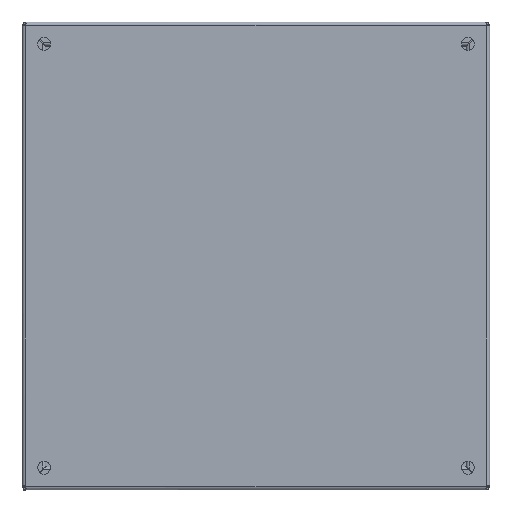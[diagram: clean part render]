
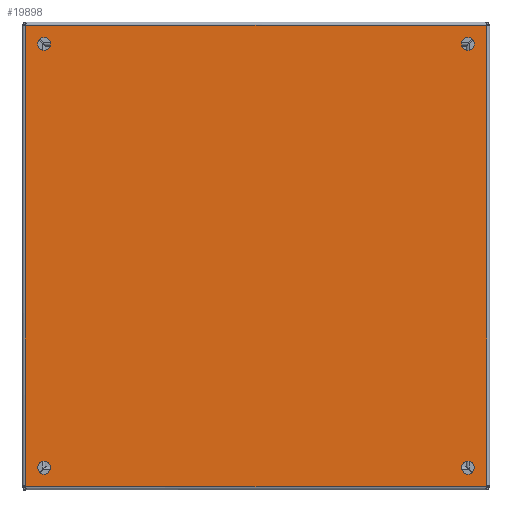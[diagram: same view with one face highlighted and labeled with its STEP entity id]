
A CAD part, top view. The second image highlights one B-rep face of the part: STEP entity #19898.
In plain terms, the highlighted face is planar.
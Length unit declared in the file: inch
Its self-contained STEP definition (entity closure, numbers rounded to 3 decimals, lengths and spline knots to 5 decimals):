
#15014=CARTESIAN_POINT('',(0.53125,0.75,0.0));
#15015=VERTEX_POINT('',#15014);
#15016=CARTESIAN_POINT('',(0.75,0.75,0.0));
#15017=DIRECTION('',(0.0,0.0,1.0));
#15018=DIRECTION('',(1.0,0.0,0.0));
#15019=AXIS2_PLACEMENT_3D('',#15016,#15017,#15018);
#15020=CIRCLE('',#15019,0.21875);
#15021=EDGE_CURVE('',#15015,#15015,#15020,.T.);
#15042=CARTESIAN_POINT('',(15.03125,0.75,0.0));
#15043=VERTEX_POINT('',#15042);
#15044=CARTESIAN_POINT('',(15.25,0.75,0.0));
#15045=DIRECTION('',(0.0,0.0,1.0));
#15046=DIRECTION('',(1.0,0.0,0.0));
#15047=AXIS2_PLACEMENT_3D('',#15044,#15045,#15046);
#15048=CIRCLE('',#15047,0.21875);
#15049=EDGE_CURVE('',#15043,#15043,#15048,.T.);
#15070=CARTESIAN_POINT('',(0.53125,15.25,0.0));
#15071=VERTEX_POINT('',#15070);
#15072=CARTESIAN_POINT('',(0.75,15.25,0.0));
#15073=DIRECTION('',(0.0,0.0,1.0));
#15074=DIRECTION('',(1.0,0.0,0.0));
#15075=AXIS2_PLACEMENT_3D('',#15072,#15073,#15074);
#15076=CIRCLE('',#15075,0.21875);
#15077=EDGE_CURVE('',#15071,#15071,#15076,.T.);
#15098=CARTESIAN_POINT('',(15.03125,15.25,0.0));
#15099=VERTEX_POINT('',#15098);
#15100=CARTESIAN_POINT('',(15.25,15.25,0.0));
#15101=DIRECTION('',(0.0,0.0,1.0));
#15102=DIRECTION('',(1.0,0.0,0.0));
#15103=AXIS2_PLACEMENT_3D('',#15100,#15101,#15102);
#15104=CIRCLE('',#15103,0.21875);
#15105=EDGE_CURVE('',#15099,#15099,#15104,.T.);
#18676=CARTESIAN_POINT('',(15.89475,15.88277,0.0));
#18677=VERTEX_POINT('',#18676);
#18774=CARTESIAN_POINT('',(15.89475,0.11723,0.0));
#18775=VERTEX_POINT('',#18774);
#18818=CARTESIAN_POINT('',(15.89475,15.88277,0.0));
#18819=DIRECTION('',(0.0,-1.0,0.0));
#18820=VECTOR('',#18819,15.76553);
#18821=LINE('',#18818,#18820);
#18822=EDGE_CURVE('',#18677,#18775,#18821,.T.);
#18993=CARTESIAN_POINT('',(0.11723,15.89475,0.0));
#18994=VERTEX_POINT('',#18993);
#19091=CARTESIAN_POINT('',(15.88277,15.89475,0.0));
#19092=VERTEX_POINT('',#19091);
#19135=CARTESIAN_POINT('',(0.11723,15.89475,0.0));
#19136=DIRECTION('',(1.0,0.0,0.0));
#19137=VECTOR('',#19136,15.76553);
#19138=LINE('',#19135,#19137);
#19139=EDGE_CURVE('',#18994,#19092,#19138,.T.);
#19306=CARTESIAN_POINT('',(0.10525,0.11723,0.0));
#19307=VERTEX_POINT('',#19306);
#19404=CARTESIAN_POINT('',(0.10525,15.88277,0.0));
#19405=VERTEX_POINT('',#19404);
#19448=CARTESIAN_POINT('',(0.10525,0.11723,0.0));
#19449=DIRECTION('',(0.0,1.0,0.0));
#19450=VECTOR('',#19449,15.76553);
#19451=LINE('',#19448,#19450);
#19452=EDGE_CURVE('',#19307,#19405,#19451,.T.);
#19619=CARTESIAN_POINT('',(15.88277,0.10525,0.0));
#19620=VERTEX_POINT('',#19619);
#19675=CARTESIAN_POINT('',(0.11723,0.10525,0.0));
#19676=VERTEX_POINT('',#19675);
#19690=CARTESIAN_POINT('',(15.88277,0.10525,0.0));
#19691=DIRECTION('',(-1.0,0.0,0.0));
#19692=VECTOR('',#19691,15.76553);
#19693=LINE('',#19690,#19692);
#19694=EDGE_CURVE('',#19620,#19676,#19693,.T.);
#19785=CARTESIAN_POINT('',(0.06211,0.06211,0.0));
#19786=DIRECTION('',(0.0,0.0,1.0));
#19787=DIRECTION('',(1.0,0.0,0.0));
#19788=AXIS2_PLACEMENT_3D('',#19785,#19786,#19787);
#19789=CIRCLE('',#19788,0.07);
#19790=EDGE_CURVE('',#19676,#19307,#19789,.T.);
#19847=CARTESIAN_POINT('',(15.93789,0.06211,0.0));
#19848=DIRECTION('',(0.0,0.0,1.0));
#19849=DIRECTION('',(1.0,0.0,0.0));
#19850=AXIS2_PLACEMENT_3D('',#19847,#19848,#19849);
#19851=CIRCLE('',#19850,0.07);
#19852=EDGE_CURVE('',#18775,#19620,#19851,.T.);
#19859=CARTESIAN_POINT('',(8.,8.0,0.0));
#19860=DIRECTION('',(0.0,0.0,1.0));
#19861=DIRECTION('',(1.0,0.0,0.0));
#19862=AXIS2_PLACEMENT_3D('',#19859,#19860,#19861);
#19863=PLANE('',#19862);
#19864=ORIENTED_EDGE('',*,*,#19694,.T.);
#19865=ORIENTED_EDGE('',*,*,#19790,.T.);
#19866=ORIENTED_EDGE('',*,*,#19452,.T.);
#19867=CARTESIAN_POINT('',(0.06211,15.93789,0.0));
#19868=DIRECTION('',(0.0,0.0,1.0));
#19869=DIRECTION('',(1.0,0.0,0.0));
#19870=AXIS2_PLACEMENT_3D('',#19867,#19868,#19869);
#19871=CIRCLE('',#19870,0.07);
#19872=EDGE_CURVE('',#19405,#18994,#19871,.T.);
#19873=ORIENTED_EDGE('',*,*,#19872,.T.);
#19874=ORIENTED_EDGE('',*,*,#19139,.T.);
#19875=CARTESIAN_POINT('',(15.93789,15.93789,0.0));
#19876=DIRECTION('',(0.0,0.0,1.0));
#19877=DIRECTION('',(1.0,0.0,0.0));
#19878=AXIS2_PLACEMENT_3D('',#19875,#19876,#19877);
#19879=CIRCLE('',#19878,0.07);
#19880=EDGE_CURVE('',#19092,#18677,#19879,.T.);
#19881=ORIENTED_EDGE('',*,*,#19880,.T.);
#19882=ORIENTED_EDGE('',*,*,#18822,.T.);
#19883=ORIENTED_EDGE('',*,*,#19852,.T.);
#19884=EDGE_LOOP('',(#19864,#19865,#19866,#19873,#19874,#19881,#19882,#19883));
#19885=FACE_OUTER_BOUND('',#19884,.T.);
#19886=ORIENTED_EDGE('',*,*,#15021,.T.);
#19887=EDGE_LOOP('',(#19886));
#19888=FACE_BOUND('',#19887,.T.);
#19889=ORIENTED_EDGE('',*,*,#15049,.T.);
#19890=EDGE_LOOP('',(#19889));
#19891=FACE_BOUND('',#19890,.T.);
#19892=ORIENTED_EDGE('',*,*,#15077,.T.);
#19893=EDGE_LOOP('',(#19892));
#19894=FACE_BOUND('',#19893,.T.);
#19895=ORIENTED_EDGE('',*,*,#15105,.T.);
#19896=EDGE_LOOP('',(#19895));
#19897=FACE_BOUND('',#19896,.T.);
#19898=ADVANCED_FACE('',(#19885,#19888,#19891,#19894,#19897),#19863,.F.);
